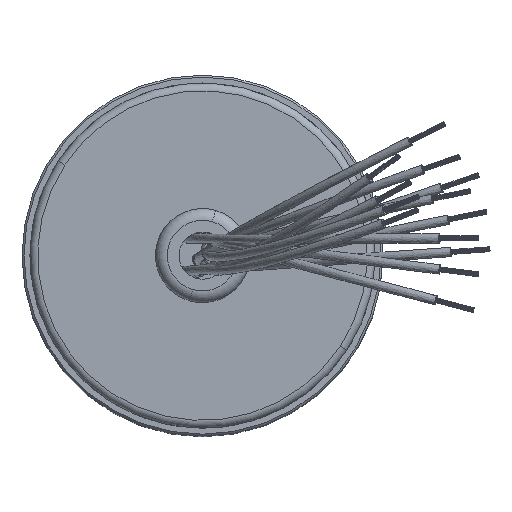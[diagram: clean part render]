
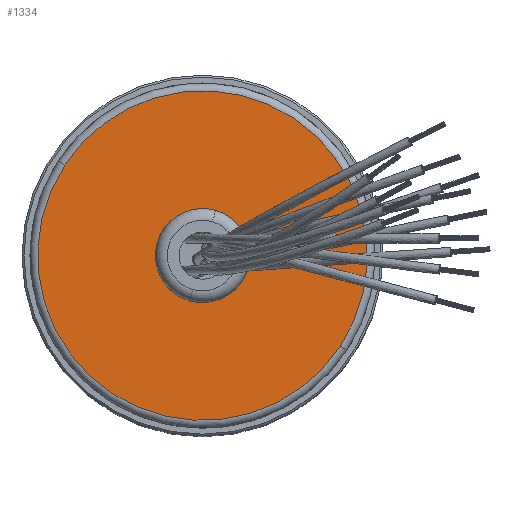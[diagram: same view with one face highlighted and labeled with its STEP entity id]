
A CAD part, top view. The second image highlights one B-rep face of the part: STEP entity #1334.
In plain terms, the highlighted planar face has unit normal (0, 0, 1).
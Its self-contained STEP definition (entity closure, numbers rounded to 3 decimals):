
#35 = AXIS2_PLACEMENT_3D ( 'NONE', #1861, #1691, #1214 ) ;
#125 = CIRCLE ( 'NONE', #815, 21. ) ;
#308 = CARTESIAN_POINT ( 'NONE',  ( 4.75, 0., 5. ) ) ;
#342 = VERTEX_POINT ( 'NONE', #308 ) ;
#403 = AXIS2_PLACEMENT_3D ( 'NONE', #532, #1230, #738 ) ;
#500 = FACE_OUTER_BOUND ( 'NONE', #844, .T. ) ;
#523 = EDGE_CURVE ( 'NONE', #584, #1213, #867, .T. ) ;
#531 = CARTESIAN_POINT ( 'NONE',  ( -21., 0., 5. ) ) ;
#532 = CARTESIAN_POINT ( 'NONE',  ( 0., 0., 5. ) ) ;
#584 = VERTEX_POINT ( 'NONE', #531 ) ;
#738 = DIRECTION ( 'NONE',  ( 1., 0., 0. ) ) ;
#783 = CIRCLE ( 'NONE', #403, 4.75 ) ;
#815 = AXIS2_PLACEMENT_3D ( 'NONE', #1527, #1865, #1374 ) ;
#844 = EDGE_LOOP ( 'NONE', ( #1978, #1698 ) ) ;
#867 = CIRCLE ( 'NONE', #35, 21. ) ;
#961 = DIRECTION ( 'NONE',  ( 0., 0., 1. ) ) ;
#1008 = EDGE_CURVE ( 'NONE', #1213, #584, #125, .T. ) ;
#1153 = CARTESIAN_POINT ( 'NONE',  ( 0., 0., 5. ) ) ;
#1213 = VERTEX_POINT ( 'NONE', #1905 ) ;
#1214 = DIRECTION ( 'NONE',  ( 1., 0., 0. ) ) ;
#1230 = DIRECTION ( 'NONE',  ( 0., 0., 1. ) ) ;
#1285 = ORIENTED_EDGE ( 'NONE', *, *, #2049, .F. ) ;
#1291 = DIRECTION ( 'NONE',  ( 1., 0., 0. ) ) ;
#1301 = EDGE_CURVE ( 'NONE', #1837, #342, #1963, .T. ) ;
#1334 = ADVANCED_FACE ( 'NONE', ( #500, #2105 ), #1936, .T. ) ;
#1338 = ORIENTED_EDGE ( 'NONE', *, *, #1301, .F. ) ;
#1374 = DIRECTION ( 'NONE',  ( 1., 0., 0. ) ) ;
#1438 = EDGE_LOOP ( 'NONE', ( #1285, #1338 ) ) ;
#1527 = CARTESIAN_POINT ( 'NONE',  ( 0., 0., 5. ) ) ;
#1635 = DIRECTION ( 'NONE',  ( 1., 0., 0. ) ) ;
#1644 = DIRECTION ( 'NONE',  ( 0., 0., 1. ) ) ;
#1656 = CARTESIAN_POINT ( 'NONE',  ( 0., 0., 5. ) ) ;
#1674 = CARTESIAN_POINT ( 'NONE',  ( -4.75, 0., 5. ) ) ;
#1691 = DIRECTION ( 'NONE',  ( 0., 0., 1. ) ) ;
#1698 = ORIENTED_EDGE ( 'NONE', *, *, #523, .T. ) ;
#1837 = VERTEX_POINT ( 'NONE', #1674 ) ;
#1861 = CARTESIAN_POINT ( 'NONE',  ( 0., 0., 5. ) ) ;
#1865 = DIRECTION ( 'NONE',  ( 0., 0., 1. ) ) ;
#1905 = CARTESIAN_POINT ( 'NONE',  ( 21., 0., 5. ) ) ;
#1936 = PLANE ( 'NONE',  #2093 ) ;
#1963 = CIRCLE ( 'NONE', #1997, 4.75 ) ;
#1978 = ORIENTED_EDGE ( 'NONE', *, *, #1008, .T. ) ;
#1997 = AXIS2_PLACEMENT_3D ( 'NONE', #1656, #961, #1635 ) ;
#2049 = EDGE_CURVE ( 'NONE', #342, #1837, #783, .T. ) ;
#2093 = AXIS2_PLACEMENT_3D ( 'NONE', #1153, #1644, #1291 ) ;
#2105 = FACE_BOUND ( 'NONE', #1438, .T. ) ;
